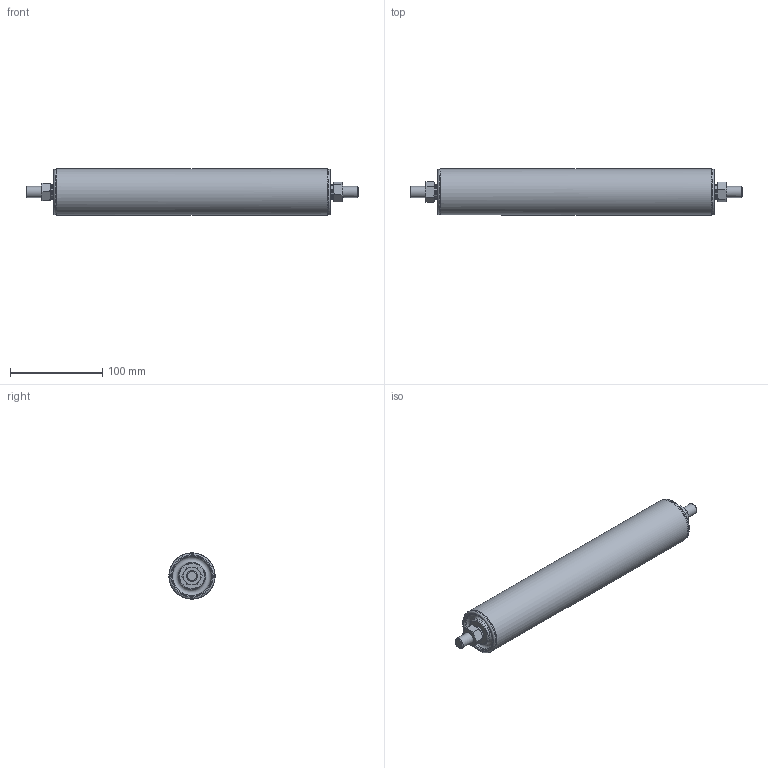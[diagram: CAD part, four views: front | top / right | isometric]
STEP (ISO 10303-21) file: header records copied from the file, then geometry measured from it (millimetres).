
FILE_DESCRIPTION((''),'2;1');
FILE_NAME('TR0_50x2,8_A12_ML300_AL360_AGW.stp',('ALFOTEC GmbH'),'Die Weitergabe, Vervielfaeltigung und Verwertung der technischen Zeichnung ist nur mit ausdruecklicher Einwilligung des Urhebers gestattet. Technische Aenderungen sowie bei Verstoessen Ansprueche auf Schadenersatz (auch fuer den Fall einer Patent-, Gebra');
FILE_SCHEMA(('CONFIG_CONTROL_DESIGN'));
Length unit declared in the file: millimetre
Products named in the file (1): TR_Shrinkwrap_1
Bounding box: 360 x 50 x 50 mm (x, y, z)
Volume: 591452.8 mm3; surface area: 56119.4 mm2
Topology: 1 solids, 1 shells, 73 faces, 145 edges, 84 vertices
Faces by surface type: cone 28, plane 24, cylinder 11, torus 10
Full cylindrical faces by diameter (mm): 12 x2, 15.4 x4, 42.2 x2, 49.9 x2, 50 x1
Entity records: 1751 total; most frequent: CARTESIAN_POINT 370, DIRECTION 276, ORIENTED_EDGE 236, AXIS2_PLACEMENT_3D 132, EDGE_CURVE 118, EDGE_LOOP 108, VERTEX_POINT 82, FACE_OUTER_BOUND 73
